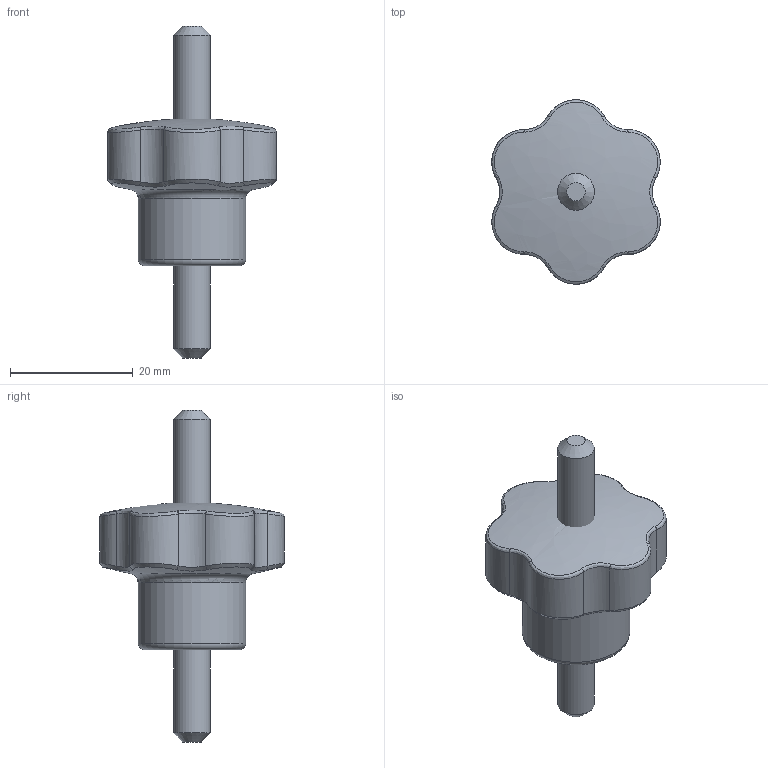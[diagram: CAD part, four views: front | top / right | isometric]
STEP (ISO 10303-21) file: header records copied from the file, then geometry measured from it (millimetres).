
FILE_DESCRIPTION( ( 'Unknown' ), '1' );
FILE_NAME( '6112080_VP30.stp', 'Unknown', ( 'Unknown' ), ( 'Unknown' ), 'XStep 1.0', 'Unknown', ' ' );
FILE_SCHEMA( ( 'CONFIG_CONTROL_DESIGN' ) );
Length unit declared in the file: millimetre
Products named in the file (3): Assem1; VP30_ø10; 1833125
Bounding box: 27.4 x 29.99 x 54 mm (x, y, z)
Volume: 19418.6 mm3; surface area: 7644.3 mm2
Topology: 4 solids, 4 shells, 114 faces, 236 edges, 136 vertices
Faces by surface type: bspline 52, cylinder 36, plane 14, torus 8, cone 4
Full cylindrical faces by diameter (mm): 6 x6, 10 x4, 17.5 x2
Entity records: 4038 total; most frequent: CARTESIAN_POINT 2935, ORIENTED_EDGE 204, DIRECTION 152, EDGE_CURVE 102, EDGE_LOOP 74, FACE_OUTER_BOUND 68, VERTEX_POINT 67, AXIS2_PLACEMENT_3D 64
